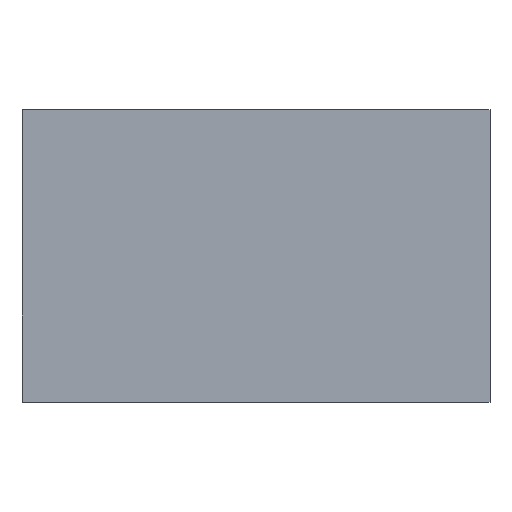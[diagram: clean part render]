
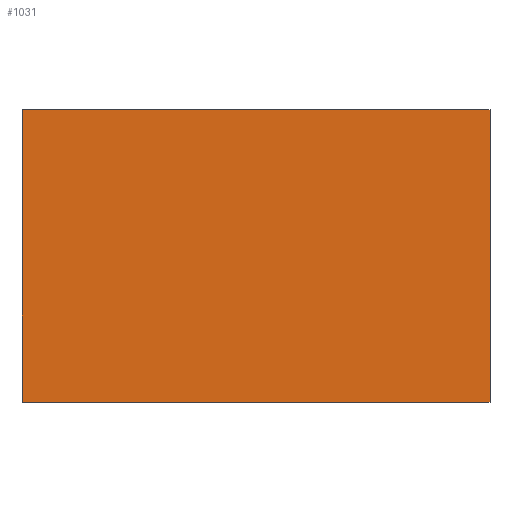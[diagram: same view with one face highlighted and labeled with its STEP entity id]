
A CAD part, top view. The second image highlights one B-rep face of the part: STEP entity #1031.
In plain terms, the highlighted planar face has unit normal (0, 0, 1).
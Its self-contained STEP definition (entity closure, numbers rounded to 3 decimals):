
#86=FACE_OUTER_BOUND('',#145,.T.);
#145=EDGE_LOOP('',(#921,#922,#923,#924));
#281=LINE('',#1711,#408);
#283=LINE('',#1715,#410);
#285=LINE('',#1719,#412);
#287=LINE('',#1722,#414);
#408=VECTOR('',#1306,10.);
#410=VECTOR('',#1310,10.);
#412=VECTOR('',#1314,10.);
#414=VECTOR('',#1318,10.);
#505=VERTEX_POINT('',#1708);
#506=VERTEX_POINT('',#1710);
#507=VERTEX_POINT('',#1714);
#508=VERTEX_POINT('',#1718);
#643=EDGE_CURVE('',#505,#506,#281,.T.);
#645=EDGE_CURVE('',#506,#507,#283,.T.);
#647=EDGE_CURVE('',#507,#508,#285,.T.);
#649=EDGE_CURVE('',#508,#505,#287,.T.);
#921=ORIENTED_EDGE('',*,*,#643,.F.);
#922=ORIENTED_EDGE('',*,*,#649,.F.);
#923=ORIENTED_EDGE('',*,*,#647,.F.);
#924=ORIENTED_EDGE('',*,*,#645,.F.);
#977=PLANE('',#1098);
#1031=ADVANCED_FACE('',(#86),#977,.T.);
#1098=AXIS2_PLACEMENT_3D('',#1723,#1319,#1320);
#1306=DIRECTION('',(0.,-1.,0.));
#1310=DIRECTION('',(-1.,0.,0.));
#1314=DIRECTION('',(0.,1.,0.));
#1318=DIRECTION('',(1.,0.,0.));
#1319=DIRECTION('center_axis',(0.,0.,1.));
#1320=DIRECTION('ref_axis',(1.,0.,0.));
#1708=CARTESIAN_POINT('',(1.,0.625,0.5));
#1710=CARTESIAN_POINT('',(1.,-0.625,0.5));
#1711=CARTESIAN_POINT('',(1.,0.625,0.5));
#1714=CARTESIAN_POINT('',(-1.,-0.625,0.5));
#1715=CARTESIAN_POINT('',(1.,-0.625,0.5));
#1718=CARTESIAN_POINT('',(-1.,0.625,0.5));
#1719=CARTESIAN_POINT('',(-1.,-0.625,0.5));
#1722=CARTESIAN_POINT('',(-1.,0.625,0.5));
#1723=CARTESIAN_POINT('Origin',(0.,0.,0.5));
